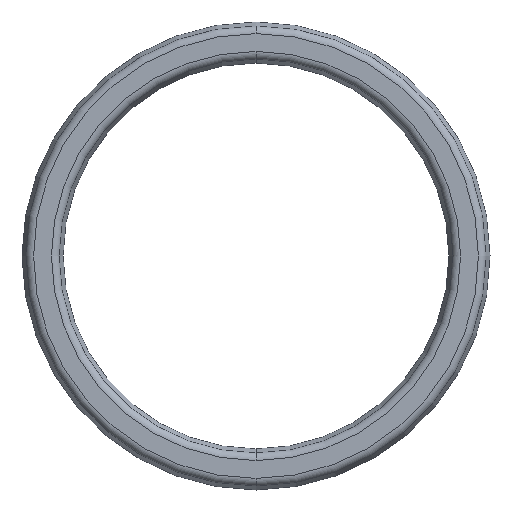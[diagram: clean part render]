
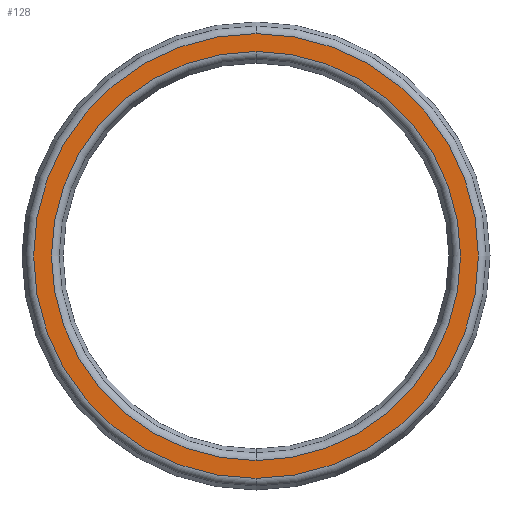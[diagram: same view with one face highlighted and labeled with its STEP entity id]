
A CAD part, front view. The second image highlights one B-rep face of the part: STEP entity #128.
In plain terms, the highlighted planar face has unit normal (0, -1, 0).
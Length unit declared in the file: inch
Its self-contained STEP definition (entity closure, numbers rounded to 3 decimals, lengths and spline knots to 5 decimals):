
#85 = AXIS2_PLACEMENT_3D ( 'NONE', #510, #467, #255 ) ;
#89 = EDGE_CURVE ( 'NONE', #263, #481, #403, .T. ) ;
#92 = DIRECTION ( 'NONE',  ( 0., 0., -1. ) ) ;
#93 = ORIENTED_EDGE ( 'NONE', *, *, #185, .T. ) ;
#98 = CARTESIAN_POINT ( 'NONE',  ( 1.625, -0.25, 0. ) ) ;
#111 = DIRECTION ( 'NONE',  ( 0., 0., -1. ) ) ;
#128 = ADVANCED_FACE ( 'NONE', ( #658, #459 ), #656, .T. ) ;
#140 = ORIENTED_EDGE ( 'NONE', *, *, #326, .T. ) ;
#162 = DIRECTION ( 'NONE',  ( 0., 1., 0. ) ) ;
#185 = EDGE_CURVE ( 'NONE', #310, #188, #337, .T. ) ;
#188 = VERTEX_POINT ( 'NONE', #566 ) ;
#203 = ORIENTED_EDGE ( 'NONE', *, *, #89, .T. ) ;
#226 = DIRECTION ( 'NONE',  ( 0., 0., -1. ) ) ;
#242 = CARTESIAN_POINT ( 'NONE',  ( 1.625, -0.25, 1.55699 ) ) ;
#250 = AXIS2_PLACEMENT_3D ( 'NONE', #483, #343, #226 ) ;
#255 = DIRECTION ( 'NONE',  ( 0., 0., -1. ) ) ;
#259 = DIRECTION ( 'NONE',  ( 0., -1., 0. ) ) ;
#263 = VERTEX_POINT ( 'NONE', #519 ) ;
#276 = EDGE_CURVE ( 'NONE', #481, #263, #426, .T. ) ;
#310 = VERTEX_POINT ( 'NONE', #641 ) ;
#326 = EDGE_CURVE ( 'NONE', #188, #310, #630, .T. ) ;
#337 = CIRCLE ( 'NONE', #380, 1.69301 ) ;
#343 = DIRECTION ( 'NONE',  ( 0., -1., 0. ) ) ;
#370 = AXIS2_PLACEMENT_3D ( 'NONE', #98, #460, #463 ) ;
#380 = AXIS2_PLACEMENT_3D ( 'NONE', #559, #259, #92 ) ;
#382 = AXIS2_PLACEMENT_3D ( 'NONE', #471, #162, #111 ) ;
#403 = CIRCLE ( 'NONE', #370, 1.55699 ) ;
#426 = CIRCLE ( 'NONE', #382, 1.55699 ) ;
#459 = FACE_BOUND ( 'NONE', #564, .T. ) ;
#460 = DIRECTION ( 'NONE',  ( 0., 1., 0. ) ) ;
#463 = DIRECTION ( 'NONE',  ( 0., 0., -1. ) ) ;
#467 = DIRECTION ( 'NONE',  ( 0., -1., 0. ) ) ;
#471 = CARTESIAN_POINT ( 'NONE',  ( 1.625, -0.25, 0. ) ) ;
#481 = VERTEX_POINT ( 'NONE', #242 ) ;
#483 = CARTESIAN_POINT ( 'NONE',  ( 1.625, -0.25, 0. ) ) ;
#510 = CARTESIAN_POINT ( 'NONE',  ( -0.10938, -0.25, 0. ) ) ;
#519 = CARTESIAN_POINT ( 'NONE',  ( 1.625, -0.25, -1.55699 ) ) ;
#535 = ORIENTED_EDGE ( 'NONE', *, *, #276, .T. ) ;
#540 = EDGE_LOOP ( 'NONE', ( #140, #93 ) ) ;
#559 = CARTESIAN_POINT ( 'NONE',  ( 1.625, -0.25, 0. ) ) ;
#564 = EDGE_LOOP ( 'NONE', ( #203, #535 ) ) ;
#566 = CARTESIAN_POINT ( 'NONE',  ( 1.625, -0.25, -1.69301 ) ) ;
#630 = CIRCLE ( 'NONE', #250, 1.69301 ) ;
#641 = CARTESIAN_POINT ( 'NONE',  ( 1.625, -0.25, 1.69301 ) ) ;
#656 = PLANE ( 'NONE',  #85 ) ;
#658 = FACE_OUTER_BOUND ( 'NONE', #540, .T. ) ;
